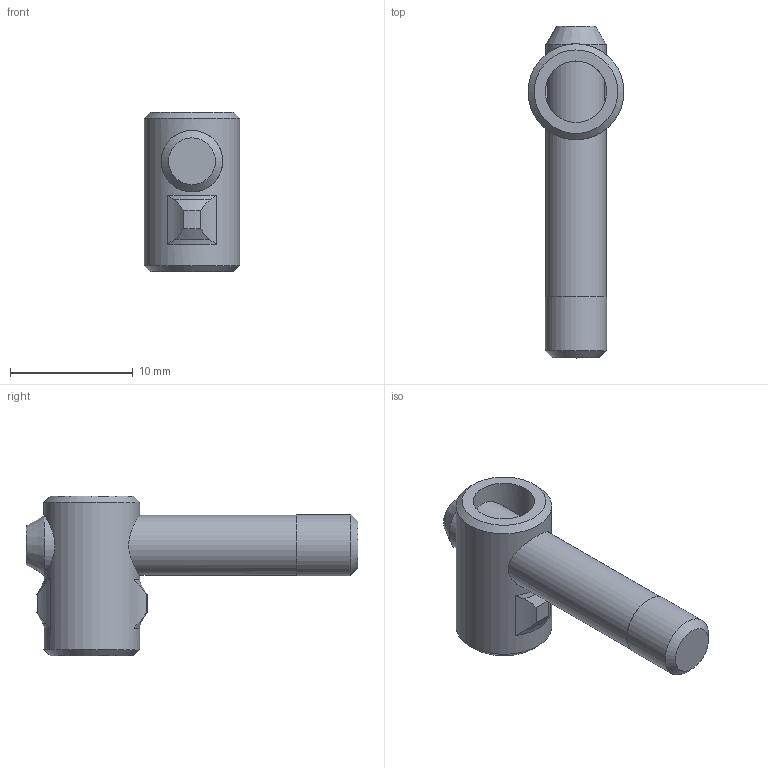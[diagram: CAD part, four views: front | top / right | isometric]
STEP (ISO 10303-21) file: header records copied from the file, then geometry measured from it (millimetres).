
FILE_DESCRIPTION(/* description */ ('Spanngehäuse 8 mini'),/* implementation_level */ '2;1');
FILE_NAME(/* name */ 'SV1073V_A.stp',/* time_stamp */ '2015-11-30T16:51:24+01:00',/* author */ ('Marina Kaa'),/* organization */ (''),/* preprocessor_version */ 'ST-DEVELOPER v15.6',/* originating_system */ 'Autodesk Inventor 2015',/* authorisation */ '');
FILE_SCHEMA (('AUTOMOTIVE_DESIGN { 1 0 10303 214 3 1 1 }'));
Length unit declared in the file: millimetre
Products named in the file (4): ME1620001_A; ME1615099_A; DK0914060080_A; SV1073V_A
Bounding box: 7.8 x 27 x 13 mm (x, y, z)
Volume: 957.7 mm3; surface area: 1185.3 mm2
Topology: 3 solids, 3 shells, 46 faces, 104 edges, 67 vertices
Faces by surface type: cone 16, cylinder 13, plane 13, torus 4
Full cylindrical faces by diameter (mm): 4.9 x1, 4.917 x1, 5 x3, 6 x1, 7.8 x1
Entity records: 1482 total; most frequent: CARTESIAN_POINT 464, DIRECTION 194, ORIENTED_EDGE 170, AXIS2_PLACEMENT_3D 87, EDGE_CURVE 85, EDGE_LOOP 70, VERTEX_POINT 63, FACE_OUTER_BOUND 46
